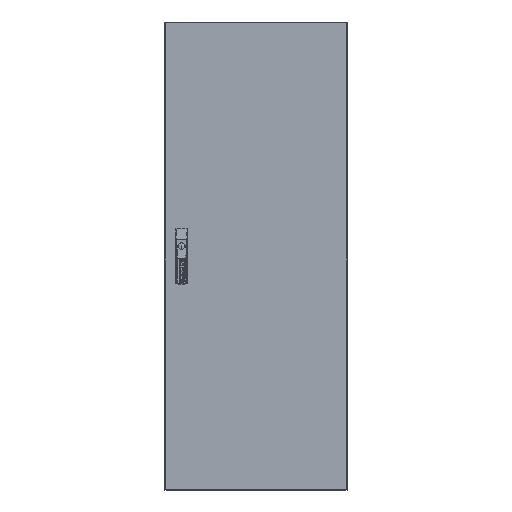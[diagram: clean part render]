
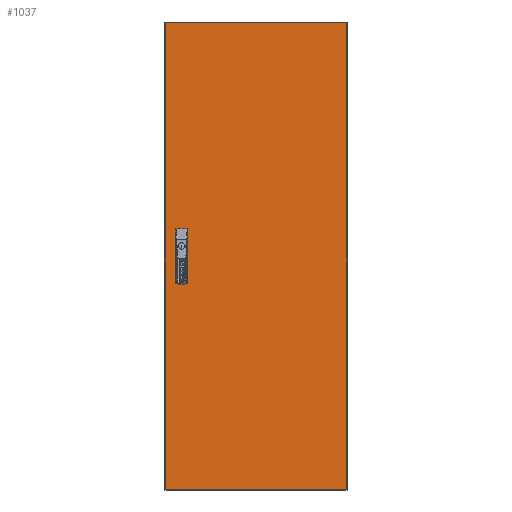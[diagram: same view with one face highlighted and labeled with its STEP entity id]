
A CAD part, top view. The second image highlights one B-rep face of the part: STEP entity #1037.
In plain terms, the highlighted planar face has unit normal (0, 0, 1).
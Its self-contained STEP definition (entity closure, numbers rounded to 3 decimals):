
#1037=ADVANCED_FACE('',(#2777,#2778,#2779),#2780,.T.);
#2777=FACE_OUTER_BOUND('',#5305,.T.);
#2778=FACE_BOUND('',#5306,.T.);
#2779=FACE_BOUND('',#5307,.T.);
#2780=PLANE('',#5308);
#5305=EDGE_LOOP('',(#8197,#8198,#8199,#8200));
#5306=EDGE_LOOP('',(#8201,#8202,#8203,#8204));
#5307=EDGE_LOOP('',(#8205,#8206,#8207,#8208));
#5308=AXIS2_PLACEMENT_3D('',#8209,#8210,#8211);
#8197=ORIENTED_EDGE('',*,*,#15619,.F.);
#8198=ORIENTED_EDGE('',*,*,#15620,.F.);
#8199=ORIENTED_EDGE('',*,*,#15621,.T.);
#8200=ORIENTED_EDGE('',*,*,#15622,.T.);
#8201=ORIENTED_EDGE('',*,*,#15603,.T.);
#8202=ORIENTED_EDGE('',*,*,#15599,.T.);
#8203=ORIENTED_EDGE('',*,*,#15595,.T.);
#8204=ORIENTED_EDGE('',*,*,#15607,.T.);
#8205=ORIENTED_EDGE('',*,*,#15587,.T.);
#8206=ORIENTED_EDGE('',*,*,#15583,.T.);
#8207=ORIENTED_EDGE('',*,*,#15579,.T.);
#8208=ORIENTED_EDGE('',*,*,#15591,.T.);
#8209=CARTESIAN_POINT('',(1.0,1046.0,31.53));
#8210=DIRECTION('',(0.0,0.0,1.0));
#8211=DIRECTION('',(1.0,-0.0,0.0));
#15579=EDGE_CURVE('',#18777,#18775,#18778,.T.);
#15583=EDGE_CURVE('',#18783,#18777,#18784,.T.);
#15587=EDGE_CURVE('',#18789,#18783,#18790,.T.);
#15591=EDGE_CURVE('',#18775,#18789,#18794,.T.);
#15595=EDGE_CURVE('',#18801,#18799,#18802,.T.);
#15599=EDGE_CURVE('',#18807,#18801,#18808,.T.);
#15603=EDGE_CURVE('',#18813,#18807,#18814,.T.);
#15607=EDGE_CURVE('',#18799,#18813,#18818,.T.);
#15619=EDGE_CURVE('',#18838,#18839,#18840,.T.);
#15620=EDGE_CURVE('',#18841,#18838,#18842,.T.);
#15621=EDGE_CURVE('',#18841,#18843,#18844,.T.);
#15622=EDGE_CURVE('',#18843,#18839,#18845,.T.);
#18775=VERTEX_POINT('',#23401);
#18777=VERTEX_POINT('',#23404);
#18778=LINE('',#23405,#23406);
#18783=VERTEX_POINT('',#23412);
#18784=CIRCLE('',#23413,12.5);
#18789=VERTEX_POINT('',#23420);
#18790=LINE('',#23421,#23422);
#18794=LINE('',#23428,#23429);
#18799=VERTEX_POINT('',#23434);
#18801=VERTEX_POINT('',#23437);
#18802=CIRCLE('',#23438,12.5);
#18807=VERTEX_POINT('',#23445);
#18808=LINE('',#23446,#23447);
#18813=VERTEX_POINT('',#23454);
#18814=LINE('',#23455,#23456);
#18818=LINE('',#23462,#23463);
#18838=VERTEX_POINT('',#23487);
#18839=VERTEX_POINT('',#23488);
#18840=LINE('',#23489,#23490);
#18841=VERTEX_POINT('',#23491);
#18842=LINE('',#23492,#23493);
#18843=VERTEX_POINT('',#23494);
#18844=LINE('',#23495,#23496);
#18845=LINE('',#23497,#23498);
#23401=CARTESIAN_POINT('',(63.0,622.75,31.53));
#23404=CARTESIAN_POINT('',(63.,672.75,31.53));
#23405=CARTESIAN_POINT('',(63.0,846.875,31.53));
#23406=VECTOR('',#29946,1.0);
#23412=CARTESIAN_POINT('',(38.0,672.75,31.53));
#23413=AXIS2_PLACEMENT_3D('',#29951,#29952,#29953);
#23420=CARTESIAN_POINT('',(38.0,622.75,31.53));
#23421=CARTESIAN_POINT('',(38.0,846.875,31.53));
#23422=VECTOR('',#29956,1.0);
#23428=CARTESIAN_POINT('',(22.625,622.75,31.53));
#23429=VECTOR('',#29959,1.0);
#23434=CARTESIAN_POINT('',(38.0,723.25,31.53));
#23437=CARTESIAN_POINT('',(63.,723.25,31.53));
#23438=AXIS2_PLACEMENT_3D('',#29964,#29965,#29966);
#23445=CARTESIAN_POINT('',(63.0,773.25,31.53));
#23446=CARTESIAN_POINT('',(63.0,897.125,31.53));
#23447=VECTOR('',#29969,1.0);
#23454=CARTESIAN_POINT('',(38.0,773.25,31.53));
#23455=CARTESIAN_POINT('',(28.875,773.25,31.53));
#23456=VECTOR('',#29972,1.0);
#23462=CARTESIAN_POINT('',(38.0,897.125,31.53));
#23463=VECTOR('',#29975,1.0);
#23487=CARTESIAN_POINT('',(2.0,1394.0,31.53));
#23488=CARTESIAN_POINT('',(543.,1394.0,31.53));
#23489=CARTESIAN_POINT('',(272.5,1394.0,31.53));
#23490=VECTOR('',#29995,1.0);
#23491=CARTESIAN_POINT('',(2.0,2.0,31.53));
#23492=CARTESIAN_POINT('',(2.0,698.0,31.53));
#23493=VECTOR('',#29996,1.0);
#23494=CARTESIAN_POINT('',(543.,2.0,31.53));
#23495=CARTESIAN_POINT('',(272.5,2.,31.53));
#23496=VECTOR('',#29997,1.0);
#23497=CARTESIAN_POINT('',(543.0,698.0,31.53));
#23498=VECTOR('',#29998,1.0);
#29946=DIRECTION('',(0.0,-1.0,0.0));
#29951=CARTESIAN_POINT('',(50.5,672.75,31.53));
#29952=DIRECTION('',(0.0,0.0,-1.0));
#29953=DIRECTION('',(1.,0.,0.0));
#29956=DIRECTION('',(0.0,1.0,-0.0));
#29959=DIRECTION('',(-1.0,0.0,0.0));
#29964=CARTESIAN_POINT('',(50.5,723.25,31.53));
#29965=DIRECTION('',(0.0,-0.0,-1.0));
#29966=DIRECTION('',(1.,0.,0.0));
#29969=DIRECTION('',(0.0,-1.0,0.0));
#29972=DIRECTION('',(1.0,0.0,0.0));
#29975=DIRECTION('',(0.0,1.0,-0.0));
#29995=DIRECTION('',(1.0,0.0,0.0));
#29996=DIRECTION('',(0.0,1.0,0.0));
#29997=DIRECTION('',(1.0,0.0,0.0));
#29998=DIRECTION('',(0.0,1.0,0.0));
